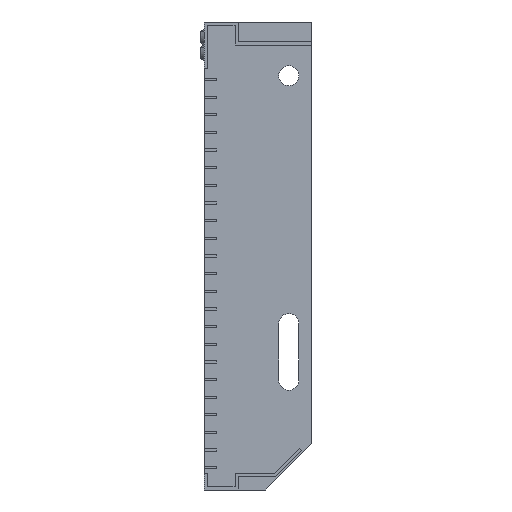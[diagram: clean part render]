
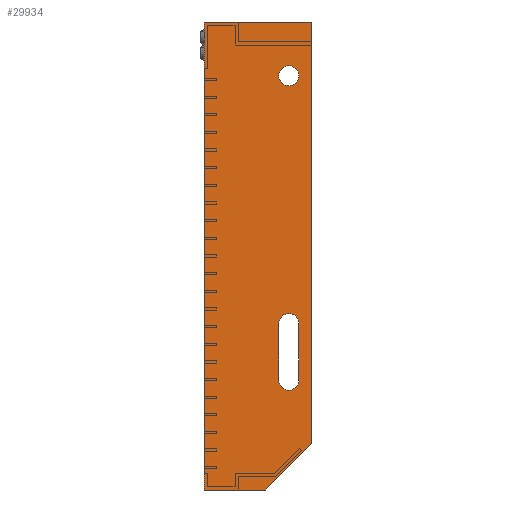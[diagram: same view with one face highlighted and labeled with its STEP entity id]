
A CAD part, left-side view. The second image highlights one B-rep face of the part: STEP entity #29934.
In plain terms, the highlighted planar face has unit normal (-1, 0, 0).
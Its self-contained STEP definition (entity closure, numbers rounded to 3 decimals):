
#460 = PLANE ( 'NONE',  #3293 ) ;
#842 = DIRECTION ( 'NONE',  ( 1., 0., 0. ) ) ;
#2007 = DIRECTION ( 'NONE',  ( 0., 0., 1. ) ) ;
#2526 = CARTESIAN_POINT ( 'NONE',  ( -700., 15., -233.5 ) ) ;
#3293 = AXIS2_PLACEMENT_3D ( 'NONE', #27183, #40589, #30528 ) ;
#3551 = CIRCLE ( 'NONE', #8399, 6.5 ) ;
#3770 = VERTEX_POINT ( 'NONE', #31503 ) ;
#5000 = CARTESIAN_POINT ( 'NONE',  ( -700., 0., 0. ) ) ;
#5539 = ORIENTED_EDGE ( 'NONE', *, *, #19002, .F. ) ;
#5761 = EDGE_CURVE ( 'NONE', #35262, #23993, #34257, .T. ) ;
#6055 = CARTESIAN_POINT ( 'NONE',  ( -700., 70., -305. ) ) ;
#6407 = CARTESIAN_POINT ( 'NONE',  ( -700., 15., -41.5 ) ) ;
#6887 = FACE_OUTER_BOUND ( 'NONE', #23558, .T. ) ;
#7184 = DIRECTION ( 'NONE',  ( 1., 0., 0. ) ) ;
#7656 = DIRECTION ( 'NONE',  ( 0., 0., 1. ) ) ;
#7923 = VERTEX_POINT ( 'NONE', #10044 ) ;
#8399 = AXIS2_PLACEMENT_3D ( 'NONE', #2526, #35656, #15804 ) ;
#8515 = EDGE_CURVE ( 'NONE', #23993, #35262, #41909, .T. ) ;
#9024 = CARTESIAN_POINT ( 'NONE',  ( -700., 15., -240. ) ) ;
#9597 = EDGE_LOOP ( 'NONE', ( #39037, #24412, #10876, #38993, #38899 ) ) ;
#10044 = CARTESIAN_POINT ( 'NONE',  ( -700., 0., -275. ) ) ;
#10876 = ORIENTED_EDGE ( 'NONE', *, *, #42361, .T. ) ;
#11070 = LINE ( 'NONE', #19211, #15745 ) ;
#11491 = DIRECTION ( 'NONE',  ( 0., 0., -1. ) ) ;
#12328 = VERTEX_POINT ( 'NONE', #28648 ) ;
#14110 = DIRECTION ( 'NONE',  ( 0., 0., -1. ) ) ;
#14863 = CARTESIAN_POINT ( 'NONE',  ( -700., 8.5, -196.5 ) ) ;
#15198 = LINE ( 'NONE', #14863, #35045 ) ;
#15415 = CARTESIAN_POINT ( 'NONE',  ( -700., 21.5, -233.5 ) ) ;
#15745 = VECTOR ( 'NONE', #15848, 1000. ) ;
#15783 = AXIS2_PLACEMENT_3D ( 'NONE', #24457, #34076, #14110 ) ;
#15804 = DIRECTION ( 'NONE',  ( 0., 0., -1. ) ) ;
#15848 = DIRECTION ( 'NONE',  ( 0., 0.707, -0.707 ) ) ;
#15855 = ORIENTED_EDGE ( 'NONE', *, *, #35176, .F. ) ;
#16318 = FACE_BOUND ( 'NONE', #9597, .T. ) ;
#16981 = CARTESIAN_POINT ( 'NONE',  ( -700., 15., -28.5 ) ) ;
#17002 = VECTOR ( 'NONE', #7656, 1000. ) ;
#17206 = EDGE_CURVE ( 'NONE', #12328, #3770, #18736, .T. ) ;
#17433 = VECTOR ( 'NONE', #35216, 1000. ) ;
#17434 = CARTESIAN_POINT ( 'NONE',  ( -700., 15., -196.5 ) ) ;
#17776 = EDGE_CURVE ( 'NONE', #37821, #12328, #35272, .T. ) ;
#17944 = CARTESIAN_POINT ( 'NONE',  ( -700., 8.5, -233.5 ) ) ;
#18070 = CARTESIAN_POINT ( 'NONE',  ( -700., 21.5, -233.5 ) ) ;
#18736 = CIRCLE ( 'NONE', #35743, 6.5 ) ;
#19002 = EDGE_CURVE ( 'NONE', #22914, #23745, #40924, .T. ) ;
#19211 = CARTESIAN_POINT ( 'NONE',  ( -700., 30., -305. ) ) ;
#19398 = DIRECTION ( 'NONE',  ( 0., 1., 0. ) ) ;
#19761 = VERTEX_POINT ( 'NONE', #9024 ) ;
#19907 = VERTEX_POINT ( 'NONE', #42866 ) ;
#20258 = EDGE_CURVE ( 'NONE', #7923, #19907, #11070, .T. ) ;
#20722 = CARTESIAN_POINT ( 'NONE',  ( -700., 70., 0. ) ) ;
#20854 = CARTESIAN_POINT ( 'NONE',  ( -700., 15., -233.5 ) ) ;
#21490 = EDGE_CURVE ( 'NONE', #39232, #19761, #39222, .T. ) ;
#21531 = FACE_BOUND ( 'NONE', #29431, .T. ) ;
#21663 = ORIENTED_EDGE ( 'NONE', *, *, #8515, .T. ) ;
#21890 = CARTESIAN_POINT ( 'NONE',  ( -700., 70., 0. ) ) ;
#22168 = VECTOR ( 'NONE', #2007, 1000. ) ;
#22914 = VERTEX_POINT ( 'NONE', #20722 ) ;
#23558 = EDGE_LOOP ( 'NONE', ( #15855, #5539, #38023, #35091, #23639 ) ) ;
#23602 = AXIS2_PLACEMENT_3D ( 'NONE', #20854, #842, #24206 ) ;
#23639 = ORIENTED_EDGE ( 'NONE', *, *, #20258, .F. ) ;
#23692 = ORIENTED_EDGE ( 'NONE', *, *, #5761, .T. ) ;
#23745 = VERTEX_POINT ( 'NONE', #28857 ) ;
#23993 = VERTEX_POINT ( 'NONE', #16981 ) ;
#24206 = DIRECTION ( 'NONE',  ( 0., 0., -1. ) ) ;
#24412 = ORIENTED_EDGE ( 'NONE', *, *, #21490, .T. ) ;
#24457 = CARTESIAN_POINT ( 'NONE',  ( -700., 15., -35. ) ) ;
#27068 = DIRECTION ( 'NONE',  ( 0., 0., -1. ) ) ;
#27183 = CARTESIAN_POINT ( 'NONE',  ( -700., 0., 0. ) ) ;
#27201 = VECTOR ( 'NONE', #19398, 1000. ) ;
#28648 = CARTESIAN_POINT ( 'NONE',  ( -700., 21.5, -196.5 ) ) ;
#28857 = CARTESIAN_POINT ( 'NONE',  ( -700., 0., 0. ) ) ;
#29310 = LINE ( 'NONE', #43001, #27201 ) ;
#29431 = EDGE_LOOP ( 'NONE', ( #23692, #21663 ) ) ;
#29934 = ADVANCED_FACE ( 'NONE', ( #16318, #21531, #6887 ), #460, .F. ) ;
#30436 = CARTESIAN_POINT ( 'NONE',  ( -700., 15., -35. ) ) ;
#30528 = DIRECTION ( 'NONE',  ( 0., 0., 1. ) ) ;
#30572 = DIRECTION ( 'NONE',  ( 0., 0., -1. ) ) ;
#30748 = EDGE_CURVE ( 'NONE', #19907, #36859, #29310, .T. ) ;
#31223 = VECTOR ( 'NONE', #42022, 1000. ) ;
#31503 = CARTESIAN_POINT ( 'NONE',  ( -700., 8.5, -196.5 ) ) ;
#33489 = EDGE_CURVE ( 'NONE', #3770, #39232, #15198, .T. ) ;
#33600 = LINE ( 'NONE', #21890, #22168 ) ;
#34076 = DIRECTION ( 'NONE',  ( 1., 0., 0. ) ) ;
#34257 = CIRCLE ( 'NONE', #15783, 6.5 ) ;
#35045 = VECTOR ( 'NONE', #11491, 1000. ) ;
#35091 = ORIENTED_EDGE ( 'NONE', *, *, #30748, .F. ) ;
#35176 = EDGE_CURVE ( 'NONE', #23745, #7923, #40099, .T. ) ;
#35216 = DIRECTION ( 'NONE',  ( 0., -1., 0. ) ) ;
#35262 = VERTEX_POINT ( 'NONE', #6407 ) ;
#35272 = LINE ( 'NONE', #15415, #17002 ) ;
#35656 = DIRECTION ( 'NONE',  ( 1., 0., 0. ) ) ;
#35743 = AXIS2_PLACEMENT_3D ( 'NONE', #17434, #37572, #27068 ) ;
#36517 = AXIS2_PLACEMENT_3D ( 'NONE', #30436, #7184, #30572 ) ;
#36859 = VERTEX_POINT ( 'NONE', #6055 ) ;
#37572 = DIRECTION ( 'NONE',  ( 1., 0., 0. ) ) ;
#37821 = VERTEX_POINT ( 'NONE', #18070 ) ;
#37966 = EDGE_CURVE ( 'NONE', #36859, #22914, #33600, .T. ) ;
#38023 = ORIENTED_EDGE ( 'NONE', *, *, #37966, .F. ) ;
#38899 = ORIENTED_EDGE ( 'NONE', *, *, #17206, .T. ) ;
#38993 = ORIENTED_EDGE ( 'NONE', *, *, #17776, .T. ) ;
#39037 = ORIENTED_EDGE ( 'NONE', *, *, #33489, .T. ) ;
#39222 = CIRCLE ( 'NONE', #23602, 6.5 ) ;
#39232 = VERTEX_POINT ( 'NONE', #17944 ) ;
#40099 = LINE ( 'NONE', #42466, #31223 ) ;
#40589 = DIRECTION ( 'NONE',  ( 1., 0., 0. ) ) ;
#40924 = LINE ( 'NONE', #5000, #17433 ) ;
#41909 = CIRCLE ( 'NONE', #36517, 6.5 ) ;
#42022 = DIRECTION ( 'NONE',  ( 0., 0., -1. ) ) ;
#42361 = EDGE_CURVE ( 'NONE', #19761, #37821, #3551, .T. ) ;
#42466 = CARTESIAN_POINT ( 'NONE',  ( -700., 0., -275. ) ) ;
#42866 = CARTESIAN_POINT ( 'NONE',  ( -700., 30., -305. ) ) ;
#43001 = CARTESIAN_POINT ( 'NONE',  ( -700., 70., -305. ) ) ;
